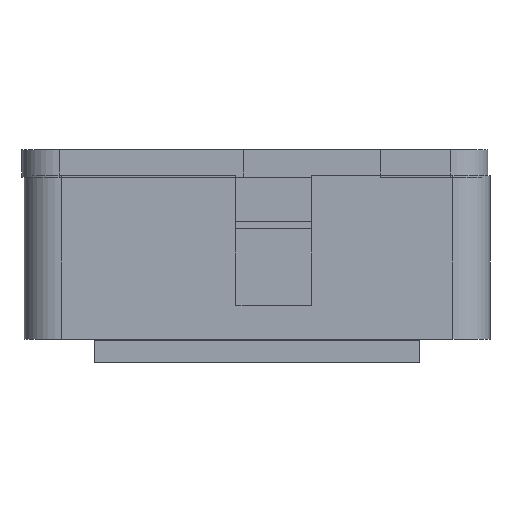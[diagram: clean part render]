
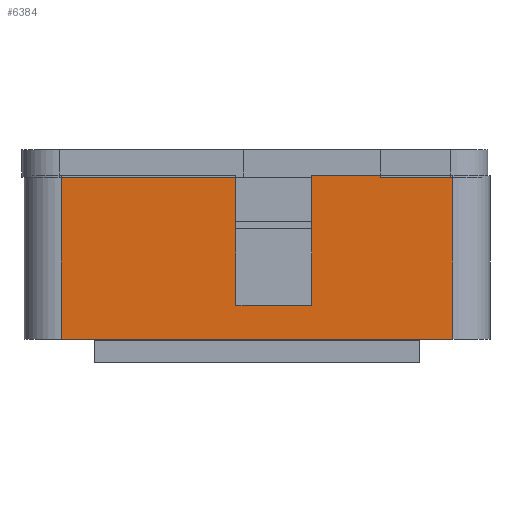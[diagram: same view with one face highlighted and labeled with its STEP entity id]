
A CAD part, left-side view. The second image highlights one B-rep face of the part: STEP entity #6384.
In plain terms, the highlighted planar face has unit normal (-1, 0, 0).
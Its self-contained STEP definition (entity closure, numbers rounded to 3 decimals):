
#447=PLANE('',#6769);
#649=FACE_OUTER_BOUND('',#1009,.T.);
#1009=EDGE_LOOP('',(#4459,#4460,#4461,#4462,#4463,#4464,#4465,#4466));
#1395=LINE('',#8298,#2064);
#1404=LINE('',#8330,#2073);
#1412=LINE('',#8346,#2081);
#1414=LINE('',#8358,#2083);
#1415=LINE('',#8360,#2084);
#1416=LINE('',#8362,#2085);
#1417=LINE('',#8364,#2086);
#1418=LINE('',#8365,#2087);
#2064=VECTOR('',#7055,10.);
#2073=VECTOR('',#7084,10.);
#2081=VECTOR('',#7092,10.);
#2083=VECTOR('',#7106,10.);
#2084=VECTOR('',#7109,10.);
#2085=VECTOR('',#7110,10.);
#2086=VECTOR('',#7111,10.);
#2087=VECTOR('',#7112,10.);
#2791=VERTEX_POINT('',#8295);
#2792=VERTEX_POINT('',#8297);
#2804=VERTEX_POINT('',#8327);
#2805=VERTEX_POINT('',#8329);
#2812=VERTEX_POINT('',#8343);
#2813=VERTEX_POINT('',#8345);
#2818=VERTEX_POINT('',#8361);
#2819=VERTEX_POINT('',#8363);
#3441=EDGE_CURVE('',#2791,#2792,#1395,.T.);
#3457=EDGE_CURVE('',#2804,#2805,#1404,.T.);
#3465=EDGE_CURVE('',#2812,#2813,#1412,.T.);
#3472=EDGE_CURVE('',#2792,#2804,#1414,.T.);
#3473=EDGE_CURVE('',#2813,#2791,#1415,.T.);
#3474=EDGE_CURVE('',#2812,#2818,#1416,.T.);
#3475=EDGE_CURVE('',#2818,#2819,#1417,.T.);
#3476=EDGE_CURVE('',#2819,#2805,#1418,.T.);
#4459=ORIENTED_EDGE('',*,*,#3472,.F.);
#4460=ORIENTED_EDGE('',*,*,#3441,.F.);
#4461=ORIENTED_EDGE('',*,*,#3473,.F.);
#4462=ORIENTED_EDGE('',*,*,#3465,.F.);
#4463=ORIENTED_EDGE('',*,*,#3474,.T.);
#4464=ORIENTED_EDGE('',*,*,#3475,.T.);
#4465=ORIENTED_EDGE('',*,*,#3476,.T.);
#4466=ORIENTED_EDGE('',*,*,#3457,.F.);
#6384=ADVANCED_FACE('',(#649),#447,.T.);
#6769=AXIS2_PLACEMENT_3D('',#8359,#7107,#7108);
#7055=DIRECTION('',(0.,1.,0.));
#7084=DIRECTION('',(0.,-1.,0.));
#7092=DIRECTION('',(0.,-1.,0.));
#7106=DIRECTION('',(0.,0.,1.));
#7107=DIRECTION('center_axis',(-1.,0.,0.));
#7108=DIRECTION('ref_axis',(0.,-1.,0.));
#7109=DIRECTION('',(0.,0.,-1.));
#7110=DIRECTION('',(0.,0.,-1.));
#7111=DIRECTION('',(0.,1.,0.));
#7112=DIRECTION('',(0.,0.,1.));
#8295=CARTESIAN_POINT('',(-89.002,15.079,3.1));
#8297=CARTESIAN_POINT('',(-89.002,67.941,3.1));
#8298=CARTESIAN_POINT('',(-89.002,10.079,3.1));
#8327=CARTESIAN_POINT('',(-89.002,67.941,25.2));
#8329=CARTESIAN_POINT('',(-89.002,44.359,25.2));
#8330=CARTESIAN_POINT('',(-89.002,10.079,25.2));
#8343=CARTESIAN_POINT('',(-89.002,34.134,25.2));
#8345=CARTESIAN_POINT('',(-89.002,15.079,25.2));
#8346=CARTESIAN_POINT('',(-89.002,10.079,25.2));
#8358=CARTESIAN_POINT('',(-89.002,67.941,3.1));
#8359=CARTESIAN_POINT('Origin',(-89.002,72.941,3.1));
#8360=CARTESIAN_POINT('',(-89.002,15.079,3.1));
#8361=CARTESIAN_POINT('',(-89.002,34.134,7.7));
#8362=CARTESIAN_POINT('',(-89.002,34.134,14.15));
#8363=CARTESIAN_POINT('',(-89.002,44.359,7.7));
#8364=CARTESIAN_POINT('',(-89.002,56.094,7.7));
#8365=CARTESIAN_POINT('',(-89.002,44.359,14.15));
